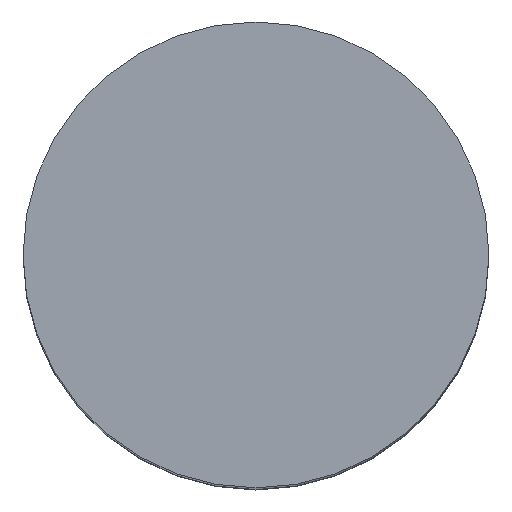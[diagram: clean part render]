
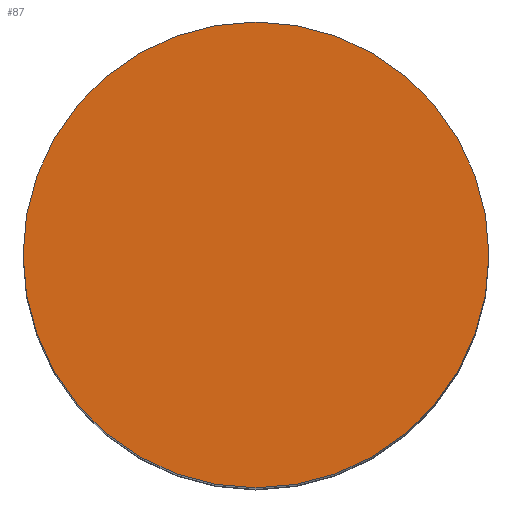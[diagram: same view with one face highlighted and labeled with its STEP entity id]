
A CAD part, top view. The second image highlights one B-rep face of the part: STEP entity #87.
In plain terms, the highlighted planar face has unit normal (0, 0, 1).
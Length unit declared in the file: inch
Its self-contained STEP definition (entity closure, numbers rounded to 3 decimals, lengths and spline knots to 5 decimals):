
#1 = EDGE_LOOP ( 'NONE', ( #236, #209 ) ) ;
#48 = EDGE_CURVE ( 'NONE', #107, #49, #190, .T. ) ;
#49 = VERTEX_POINT ( 'NONE', #225 ) ;
#73 = EDGE_CURVE ( 'NONE', #49, #107, #130, .T. ) ;
#87 = ADVANCED_FACE ( 'NONE', ( #270 ), #269, .T. ) ;
#107 = VERTEX_POINT ( 'NONE', #343 ) ;
#127 = DIRECTION ( 'NONE',  ( 0., 0., -1. ) ) ;
#128 = CARTESIAN_POINT ( 'NONE',  ( 0., 0., 0.19 ) ) ;
#129 = AXIS2_PLACEMENT_3D ( 'NONE', #128, #127, #144 ) ;
#130 = CIRCLE ( 'NONE', #129, 0.0395 ) ;
#144 = DIRECTION ( 'NONE',  ( 0., 1., 0. ) ) ;
#190 = CIRCLE ( 'NONE', #229, 0.0395 ) ;
#209 = ORIENTED_EDGE ( 'NONE', *, *, #73, .F. ) ;
#225 = CARTESIAN_POINT ( 'NONE',  ( 0., -0.0395, 0.19 ) ) ;
#226 = DIRECTION ( 'NONE',  ( 0., 1., 0. ) ) ;
#227 = DIRECTION ( 'NONE',  ( 0., 0., -1. ) ) ;
#228 = CARTESIAN_POINT ( 'NONE',  ( 0., 0., 0.19 ) ) ;
#229 = AXIS2_PLACEMENT_3D ( 'NONE', #228, #227, #226 ) ;
#236 = ORIENTED_EDGE ( 'NONE', *, *, #48, .F. ) ;
#269 = PLANE ( 'NONE',  #363 ) ;
#270 = FACE_OUTER_BOUND ( 'NONE', #1, .T. ) ;
#297 = DIRECTION ( 'NONE',  ( 0., -1., 0. ) ) ;
#343 = CARTESIAN_POINT ( 'NONE',  ( 0., 0.0395, 0.19 ) ) ;
#361 = DIRECTION ( 'NONE',  ( 0., 0., 1. ) ) ;
#362 = CARTESIAN_POINT ( 'NONE',  ( 0., 0., 0.19 ) ) ;
#363 = AXIS2_PLACEMENT_3D ( 'NONE', #362, #361, #297 ) ;
